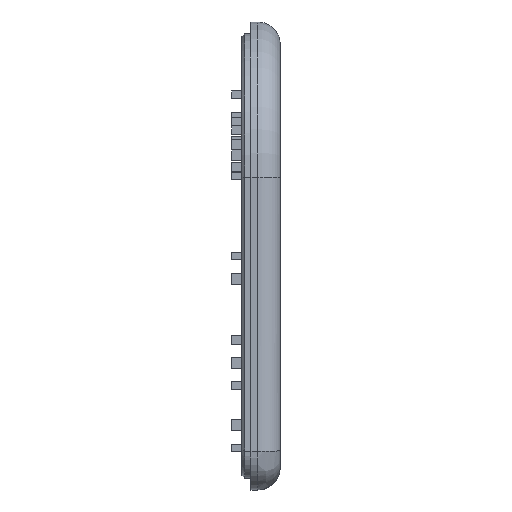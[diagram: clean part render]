
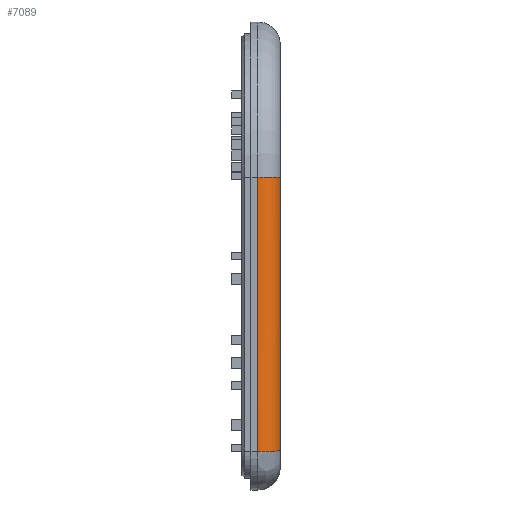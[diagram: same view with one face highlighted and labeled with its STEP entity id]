
A CAD part, left-side view. The second image highlights one B-rep face of the part: STEP entity #7089.
In plain terms, the highlighted cylindrical face has radius 4 mm (diameter 8 mm), a partial arc.
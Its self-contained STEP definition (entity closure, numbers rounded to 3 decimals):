
#476=LINE('',#11143,#1122);
#862=LINE('',#12371,#1508);
#1122=VECTOR('',#7969,10.);
#1508=VECTOR('',#9063,10.);
#1634=CYLINDRICAL_SURFACE('',#7570,4.);
#2007=FACE_OUTER_BOUND('',#2450,.T.);
#2450=EDGE_LOOP('',(#6410,#6411,#6412,#6413));
#2696=B_SPLINE_CURVE_WITH_KNOTS('',3,(#12304,#12305,#12306,#12307,#12308,
#12309,#12310,#12311,#12312,#12313,#12314,#12315),.UNSPECIFIED.,.F.,.F.,
(4,2,2,2,2,4),(-0.004,0.,0.158,0.314,
0.471,0.627),.UNSPECIFIED.);
#2697=B_SPLINE_CURVE_WITH_KNOTS('',3,(#12319,#12320,#12321,#12322,#12323,
#12324,#12325,#12326,#12327,#12328,#12329,#12330,#12331,#12332,#12333,#12334,
#12335,#12336,#12337,#12338,#12339,#12340,#12341,#12342,#12343,#12344,#12345,
#12346,#12347,#12348,#12349,#12350,#12351,#12352,#12353,#12354,#12355,#12356,
#12357,#12358,#12359,#12360,#12361,#12362,#12363,#12364,#12365,#12366,#12367,
#12368,#12369,#12370),.UNSPECIFIED.,.F.,.F.,(4,3,3,3,3,3,3,3,3,3,3,3,3,
3,3,3,3,4),(0.,0.098,0.192,0.286,0.38,
0.474,0.568,0.662,0.757,
0.851,0.945,1.039,1.133,1.227,
1.321,1.415,1.509,1.571),
 .UNSPECIFIED.);
#3157=VERTEX_POINT('',#11126);
#3164=VERTEX_POINT('',#11141);
#3509=VERTEX_POINT('',#12303);
#3510=VERTEX_POINT('',#12318);
#3961=EDGE_CURVE('',#3157,#3164,#476,.T.);
#4493=EDGE_CURVE('',#3157,#3509,#2696,.T.);
#4495=EDGE_CURVE('',#3510,#3164,#2697,.T.);
#4496=EDGE_CURVE('',#3510,#3509,#862,.T.);
#6410=ORIENTED_EDGE('',*,*,#4495,.F.);
#6411=ORIENTED_EDGE('',*,*,#4496,.T.);
#6412=ORIENTED_EDGE('',*,*,#4493,.F.);
#6413=ORIENTED_EDGE('',*,*,#3961,.T.);
#7089=ADVANCED_FACE('',(#2007),#1634,.T.);
#7570=AXIS2_PLACEMENT_3D('',#12317,#9061,#9062);
#7969=DIRECTION('',(0.,0.,1.));
#9061=DIRECTION('center_axis',(0.,0.,-1.));
#9062=DIRECTION('ref_axis',(-0.707,-0.707,0.));
#9063=DIRECTION('',(0.,0.,-1.));
#11126=CARTESIAN_POINT('',(3.383,-10.2,15.546));
#11141=CARTESIAN_POINT('',(3.383,-10.2,64.274));
#11143=CARTESIAN_POINT('',(3.383,-10.2,57.247));
#12303=CARTESIAN_POINT('',(-0.617,-6.2,15.442));
#12304=CARTESIAN_POINT('Ctrl Pts',(3.383,-10.2,15.546));
#12305=CARTESIAN_POINT('Ctrl Pts',(3.371,-10.2,15.546));
#12306=CARTESIAN_POINT('Ctrl Pts',(3.359,-10.2,15.545));
#12307=CARTESIAN_POINT('Ctrl Pts',(2.821,-10.195,15.528));
#12308=CARTESIAN_POINT('Ctrl Pts',(2.3,-10.087,15.513));
#12309=CARTESIAN_POINT('Ctrl Pts',(1.336,-9.676,15.487));
#12310=CARTESIAN_POINT('Ctrl Pts',(0.901,-9.38,15.477));
#12311=CARTESIAN_POINT('Ctrl Pts',(0.17,-8.639,
15.459));
#12312=CARTESIAN_POINT('Ctrl Pts',(-0.12,-8.2,
15.453));
#12313=CARTESIAN_POINT('Ctrl Pts',(-0.516,-7.237,
15.444));
#12314=CARTESIAN_POINT('Ctrl Pts',(-0.617,-6.721,
15.442));
#12315=CARTESIAN_POINT('Ctrl Pts',(-0.617,-6.2,15.442));
#12317=CARTESIAN_POINT('Origin',(3.383,-6.2,57.247));
#12318=CARTESIAN_POINT('',(-0.617,-6.2,64.262));
#12319=CARTESIAN_POINT('Ctrl Pts',(-0.617,-6.2,64.262));
#12320=CARTESIAN_POINT('Ctrl Pts',(-0.617,-6.331,
64.262));
#12321=CARTESIAN_POINT('Ctrl Pts',(-0.611,-6.462,
64.262));
#12322=CARTESIAN_POINT('Ctrl Pts',(-0.598,-6.592,
64.261));
#12323=CARTESIAN_POINT('Ctrl Pts',(-0.586,-6.717,
64.261));
#12324=CARTESIAN_POINT('Ctrl Pts',(-0.568,-6.841,
64.261));
#12325=CARTESIAN_POINT('Ctrl Pts',(-0.544,-6.964,
64.261));
#12326=CARTESIAN_POINT('Ctrl Pts',(-0.52,-7.087,
64.261));
#12327=CARTESIAN_POINT('Ctrl Pts',(-0.49,-7.209,
64.261));
#12328=CARTESIAN_POINT('Ctrl Pts',(-0.455,-7.33,
64.261));
#12329=CARTESIAN_POINT('Ctrl Pts',(-0.419,-7.45,
64.261));
#12330=CARTESIAN_POINT('Ctrl Pts',(-0.378,-7.568,
64.261));
#12331=CARTESIAN_POINT('Ctrl Pts',(-0.332,-7.685,64.261));
#12332=CARTESIAN_POINT('Ctrl Pts',(-0.285,-7.801,
64.261));
#12333=CARTESIAN_POINT('Ctrl Pts',(-0.233,-7.916,
64.261));
#12334=CARTESIAN_POINT('Ctrl Pts',(-0.176,-8.027,
64.261));
#12335=CARTESIAN_POINT('Ctrl Pts',(-0.118,-8.139,
64.261));
#12336=CARTESIAN_POINT('Ctrl Pts',(-0.056,-8.248,
64.261));
#12337=CARTESIAN_POINT('Ctrl Pts',(0.012,-8.353,
64.261));
#12338=CARTESIAN_POINT('Ctrl Pts',(0.079,-8.459,
64.261));
#12339=CARTESIAN_POINT('Ctrl Pts',(0.152,-8.561,
64.261));
#12340=CARTESIAN_POINT('Ctrl Pts',(0.229,-8.66,
64.262));
#12341=CARTESIAN_POINT('Ctrl Pts',(0.306,-8.759,
64.262));
#12342=CARTESIAN_POINT('Ctrl Pts',(0.388,-8.854,
64.262));
#12343=CARTESIAN_POINT('Ctrl Pts',(0.474,-8.946,
64.262));
#12344=CARTESIAN_POINT('Ctrl Pts',(0.56,-9.037,
64.263));
#12345=CARTESIAN_POINT('Ctrl Pts',(0.65,-9.124,
64.263));
#12346=CARTESIAN_POINT('Ctrl Pts',(0.744,-9.207,
64.263));
#12347=CARTESIAN_POINT('Ctrl Pts',(0.839,-9.289,
64.264));
#12348=CARTESIAN_POINT('Ctrl Pts',(0.937,-9.368,
64.264));
#12349=CARTESIAN_POINT('Ctrl Pts',(1.038,-9.441,64.264));
#12350=CARTESIAN_POINT('Ctrl Pts',(1.14,-9.515,64.265));
#12351=CARTESIAN_POINT('Ctrl Pts',(1.245,-9.583,64.265));
#12352=CARTESIAN_POINT('Ctrl Pts',(1.353,-9.647,64.265));
#12353=CARTESIAN_POINT('Ctrl Pts',(1.461,-9.711,64.266));
#12354=CARTESIAN_POINT('Ctrl Pts',(1.572,-9.769,64.266));
#12355=CARTESIAN_POINT('Ctrl Pts',(1.686,-9.822,64.267));
#12356=CARTESIAN_POINT('Ctrl Pts',(1.799,-9.875,64.267));
#12357=CARTESIAN_POINT('Ctrl Pts',(1.915,-9.923,64.268));
#12358=CARTESIAN_POINT('Ctrl Pts',(2.033,-9.966,64.268));
#12359=CARTESIAN_POINT('Ctrl Pts',(2.152,-10.008,64.269));
#12360=CARTESIAN_POINT('Ctrl Pts',(2.272,-10.045,64.269));
#12361=CARTESIAN_POINT('Ctrl Pts',(2.393,-10.076,64.27));
#12362=CARTESIAN_POINT('Ctrl Pts',(2.515,-10.107,64.27));
#12363=CARTESIAN_POINT('Ctrl Pts',(2.638,-10.132,64.271));
#12364=CARTESIAN_POINT('Ctrl Pts',(2.761,-10.151,64.271));
#12365=CARTESIAN_POINT('Ctrl Pts',(2.885,-10.171,64.272));
#12366=CARTESIAN_POINT('Ctrl Pts',(3.01,-10.185,64.272));
#12367=CARTESIAN_POINT('Ctrl Pts',(3.135,-10.192,64.273));
#12368=CARTESIAN_POINT('Ctrl Pts',(3.218,-10.197,64.273));
#12369=CARTESIAN_POINT('Ctrl Pts',(3.3,-10.2,64.274));
#12370=CARTESIAN_POINT('Ctrl Pts',(3.383,-10.2,64.274));
#12371=CARTESIAN_POINT('',(-0.617,-6.2,57.247));
